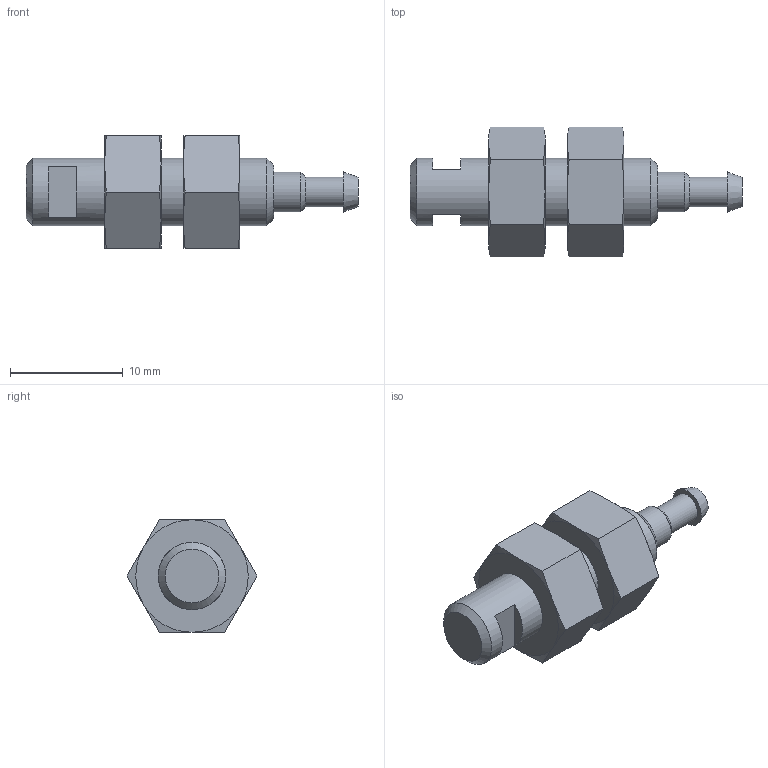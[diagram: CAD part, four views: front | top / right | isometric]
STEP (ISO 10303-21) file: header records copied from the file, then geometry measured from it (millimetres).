
FILE_DESCRIPTION(/* description */ ('STEP AP214'),/* implementation_level */ '2;1');
FILE_NAME(/* name */ '7455_SD-2',/* time_stamp */ '2024-09-14T23:24:27+02:00',/* author */ ('License CC BY-ND 4.0'),/* organization */ ('CADENAS'),/* preprocessor_version */ 'ST-DEVELOPER v19.3',/* originating_system */ 'PARTsolutions',/* authorisation */ ' ');
FILE_SCHEMA (('AUTOMOTIVE_DESIGN {1 0 10303 214 3 1 1}'));
Length unit declared in the file: millimetre
Products named in the file (1): 7455 SD-2
Bounding box: 29.5 x 11.55 x 10 mm (x, y, z)
Volume: 1218.5 mm3; surface area: 963.4 mm2
Topology: 1 solids, 1 shells, 61 faces, 124 edges, 74 vertices
Faces by surface type: cone 28, plane 27, cylinder 6
Full cylindrical faces by diameter (mm): 2 x1, 2.648 x1, 3.538 x1, 6 x3
Entity records: 1584 total; most frequent: CARTESIAN_POINT 390, DIRECTION 232, ORIENTED_EDGE 224, EDGE_CURVE 112, AXIS2_PLACEMENT_3D 106, EDGE_LOOP 80, FACE_BOUND 80, VERTEX_POINT 72
